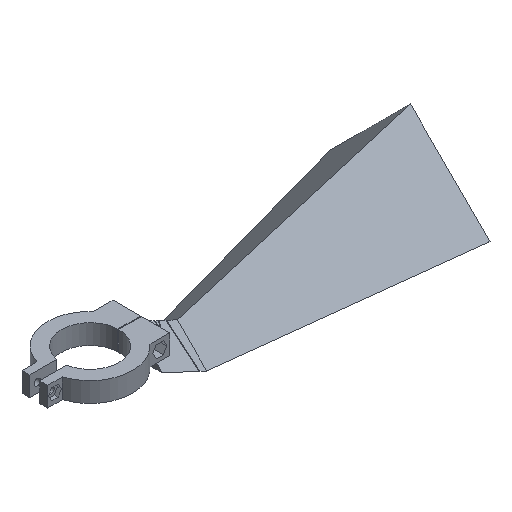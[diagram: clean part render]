
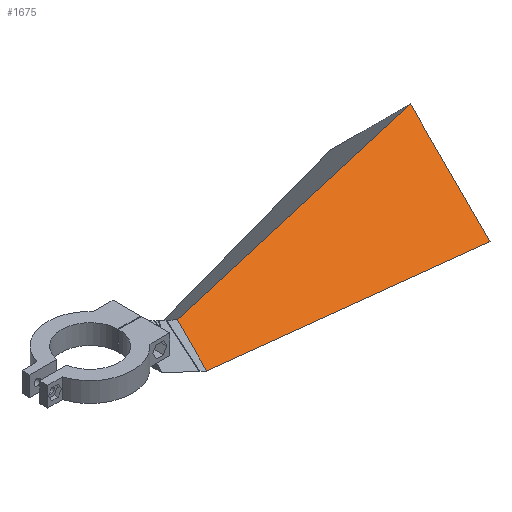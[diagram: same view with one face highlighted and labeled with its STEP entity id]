
A CAD part, isometric view. The second image highlights one B-rep face of the part: STEP entity #1675.
In plain terms, the highlighted planar face has unit normal (-0.209, -0.692, 0.692).
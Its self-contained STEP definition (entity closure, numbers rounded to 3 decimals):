
#89=FACE_OUTER_BOUND('',#183,.T.);
#183=EDGE_LOOP('',(#1244,#1245,#1246,#1247));
#285=LINE('',#2381,#504);
#320=LINE('',#2461,#539);
#330=LINE('',#2479,#549);
#345=LINE('',#2506,#564);
#504=VECTOR('',#1914,10.);
#539=VECTOR('',#1985,10.);
#549=VECTOR('',#2001,10.);
#564=VECTOR('',#2032,10.);
#718=VERTEX_POINT('',#2378);
#719=VERTEX_POINT('',#2380);
#746=VERTEX_POINT('',#2459);
#751=VERTEX_POINT('',#2477);
#876=EDGE_CURVE('',#719,#718,#285,.T.);
#915=EDGE_CURVE('',#718,#746,#320,.T.);
#925=EDGE_CURVE('',#746,#751,#330,.T.);
#940=EDGE_CURVE('',#719,#751,#345,.T.);
#1244=ORIENTED_EDGE('',*,*,#925,.T.);
#1245=ORIENTED_EDGE('',*,*,#940,.F.);
#1246=ORIENTED_EDGE('',*,*,#876,.T.);
#1247=ORIENTED_EDGE('',*,*,#915,.T.);
#1590=PLANE('',#1788);
#1675=ADVANCED_FACE('',(#89),#1590,.T.);
#1788=AXIS2_PLACEMENT_3D('',#2507,#2033,#2034);
#1914=DIRECTION('',(0.,-0.707,-0.707));
#1985=DIRECTION('',(0.974,-0.209,0.085));
#2001=DIRECTION('',(0.,0.707,0.707));
#2032=DIRECTION('',(0.957,0.,0.289));
#2033=DIRECTION('center_axis',(-0.209,-0.692,0.692));
#2034=DIRECTION('ref_axis',(0.,-0.707,-0.707));
#2378=CARTESIAN_POINT('',(44.158,-15.,-15.565));
#2380=CARTESIAN_POINT('',(44.158,0.,-0.565));
#2381=CARTESIAN_POINT('',(44.158,0.,-0.565));
#2459=CARTESIAN_POINT('',(162.335,-40.346,-5.226));
#2461=CARTESIAN_POINT('',(41.104,-14.345,-15.833));
#2477=CARTESIAN_POINT('',(162.335,0.,35.12));
#2479=CARTESIAN_POINT('',(162.335,-22.008,13.112));
#2506=CARTESIAN_POINT('',(42.082,0.,-1.192));
#2507=CARTESIAN_POINT('Origin',(44.158,-15.,-15.565));
